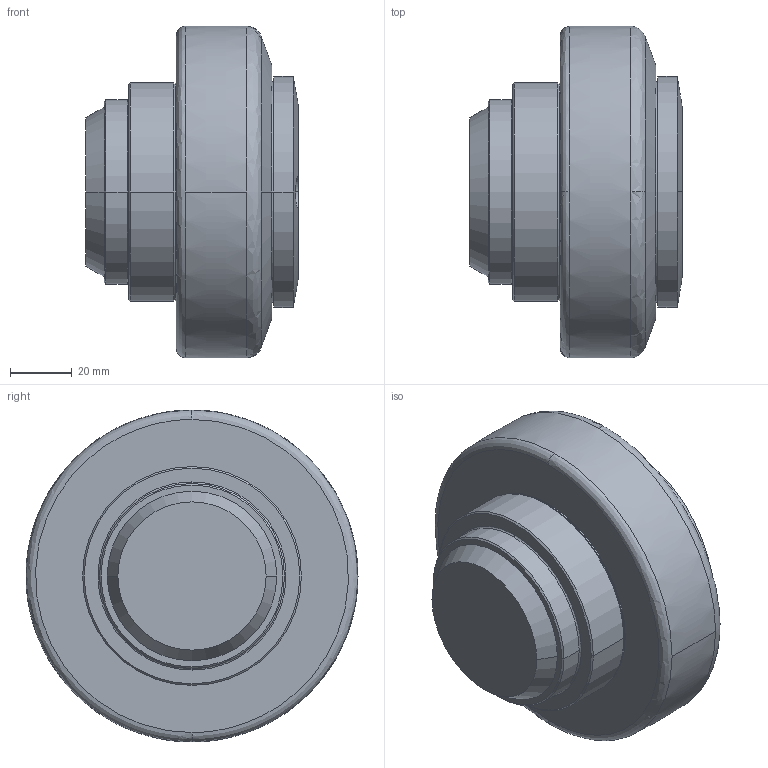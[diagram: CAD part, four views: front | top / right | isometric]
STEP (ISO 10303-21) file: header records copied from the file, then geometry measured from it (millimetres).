
FILE_DESCRIPTION (( 'STEP AP214' ), '1' );
FILE_NAME ('TR-110.0360-Rollco.step', '2023-04-28T07:40:22', ( '' ), ( '' ), 'SwSTEP 2.0', 'SolidWorks 2010', '' );
FILE_SCHEMA (( 'AUTOMOTIVE_DESIGN' ));
Length unit declared in the file: millimetre
Products named in the file (1): TR-110.0360-Rollco
Bounding box: 69 x 107.7 x 107.68 mm (x, y, z)
Volume: 402969.4 mm3; surface area: 35608.7 mm2
Topology: 1 solids, 2 shells, 115 faces, 292 edges, 191 vertices
Faces by surface type: cylinder 44, plane 39, cone 20, bspline 10, torus 2
Entity records: 4668 total; most frequent: CARTESIAN_POINT 1156, DIRECTION 629, ORIENTED_EDGE 584, EDGE_CURVE 292, AXIS2_PLACEMENT_3D 247, VERTEX_POINT 191, CIRCLE 141, VECTOR 135
